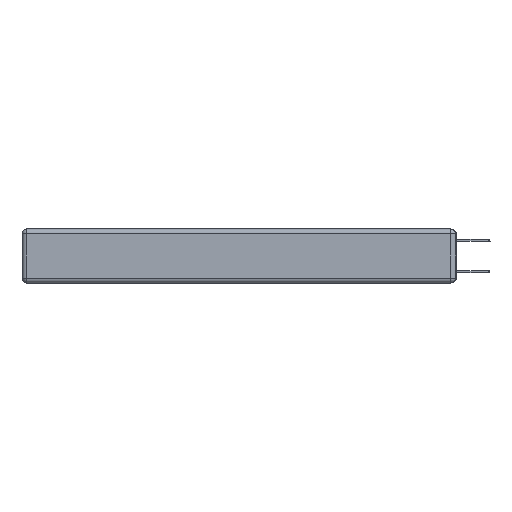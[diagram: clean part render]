
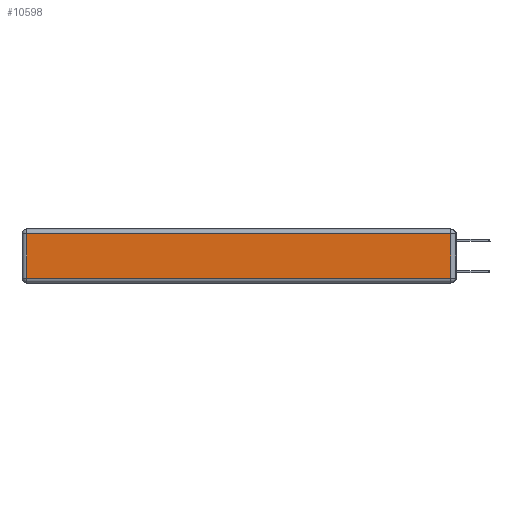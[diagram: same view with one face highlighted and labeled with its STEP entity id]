
A CAD part, left-side view. The second image highlights one B-rep face of the part: STEP entity #10598.
In plain terms, the highlighted planar face has unit normal (-1, 0, 0).
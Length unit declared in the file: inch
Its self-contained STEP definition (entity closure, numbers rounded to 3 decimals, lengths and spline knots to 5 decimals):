
#294 = VERTEX_POINT ( 'NONE', #13618 ) ;
#726 = DIRECTION ( 'NONE',  ( 0., 0., 1. ) ) ;
#1083 = VECTOR ( 'NONE', #11286, 39.37008 ) ;
#1342 = VERTEX_POINT ( 'NONE', #23645 ) ;
#1714 = LINE ( 'NONE', #11095, #1083 ) ;
#2019 = EDGE_CURVE ( 'NONE', #294, #25145, #9783, .T. ) ;
#2579 = PLANE ( 'NONE',  #24009 ) ;
#4535 = VECTOR ( 'NONE', #19594, 39.37008 ) ;
#4668 = EDGE_LOOP ( 'NONE', ( #15016, #26062, #24116, #7792 ) ) ;
#4679 = CARTESIAN_POINT ( 'NONE',  ( 0., 0., -0.343 ) ) ;
#4981 = CARTESIAN_POINT ( 'NONE',  ( 0., 2.72, -0.03 ) ) ;
#5494 = LINE ( 'NONE', #18109, #27070 ) ;
#5735 = EDGE_CURVE ( 'NONE', #1342, #13442, #1714, .T. ) ;
#7792 = ORIENTED_EDGE ( 'NONE', *, *, #23425, .T. ) ;
#9783 = LINE ( 'NONE', #19643, #21890 ) ;
#9896 = DIRECTION ( 'NONE',  ( 0., 0., -1. ) ) ;
#10598 = ADVANCED_FACE ( 'NONE', ( #23579 ), #2579, .T. ) ;
#10992 = EDGE_CURVE ( 'NONE', #13442, #294, #11085, .T. ) ;
#11085 = LINE ( 'NONE', #15737, #4535 ) ;
#11095 = CARTESIAN_POINT ( 'NONE',  ( 0., 0., -0.313 ) ) ;
#11286 = DIRECTION ( 'NONE',  ( 0., -1., 0. ) ) ;
#13442 = VERTEX_POINT ( 'NONE', #25889 ) ;
#13618 = CARTESIAN_POINT ( 'NONE',  ( 0., 0.03, -0.03 ) ) ;
#15016 = ORIENTED_EDGE ( 'NONE', *, *, #5735, .T. ) ;
#15737 = CARTESIAN_POINT ( 'NONE',  ( 0., 0.03, -0.343 ) ) ;
#18109 = CARTESIAN_POINT ( 'NONE',  ( 0., 2.72, -0.343 ) ) ;
#19318 = DIRECTION ( 'NONE',  ( -1., 0., 0. ) ) ;
#19594 = DIRECTION ( 'NONE',  ( 0., 0., 1. ) ) ;
#19643 = CARTESIAN_POINT ( 'NONE',  ( 0., 2.75, -0.03 ) ) ;
#21402 = DIRECTION ( 'NONE',  ( 0., 1., 0. ) ) ;
#21890 = VECTOR ( 'NONE', #21402, 39.37008 ) ;
#23425 = EDGE_CURVE ( 'NONE', #25145, #1342, #5494, .T. ) ;
#23579 = FACE_OUTER_BOUND ( 'NONE', #4668, .T. ) ;
#23645 = CARTESIAN_POINT ( 'NONE',  ( 0., 2.72, -0.313 ) ) ;
#24009 = AXIS2_PLACEMENT_3D ( 'NONE', #4679, #19318, #726 ) ;
#24116 = ORIENTED_EDGE ( 'NONE', *, *, #2019, .T. ) ;
#25145 = VERTEX_POINT ( 'NONE', #4981 ) ;
#25889 = CARTESIAN_POINT ( 'NONE',  ( 0., 0.03, -0.313 ) ) ;
#26062 = ORIENTED_EDGE ( 'NONE', *, *, #10992, .T. ) ;
#27070 = VECTOR ( 'NONE', #9896, 39.37008 ) ;
